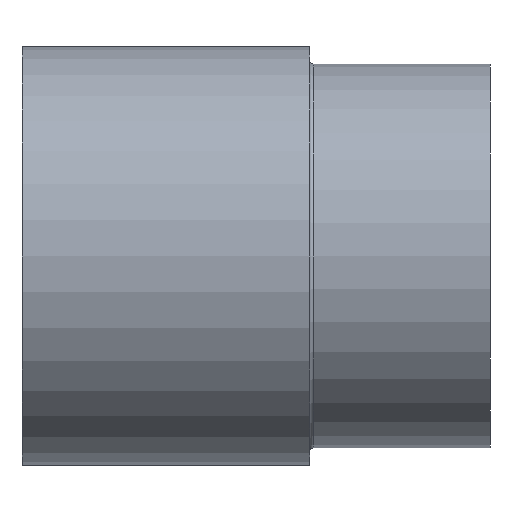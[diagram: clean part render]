
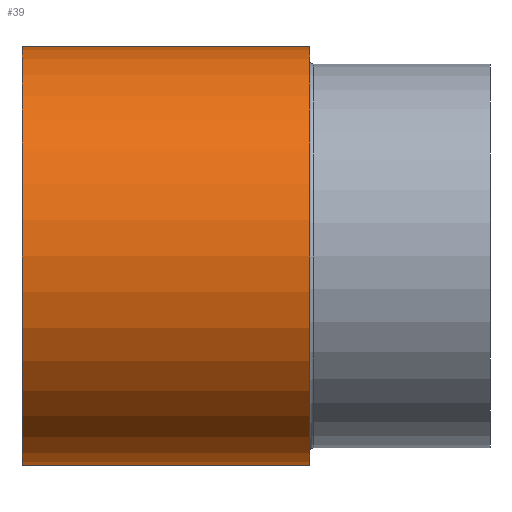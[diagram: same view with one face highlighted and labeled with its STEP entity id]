
A CAD part, left-side view. The second image highlights one B-rep face of the part: STEP entity #39.
In plain terms, the highlighted cylindrical face has radius 6.934 mm (diameter 13.868 mm), a partial arc.
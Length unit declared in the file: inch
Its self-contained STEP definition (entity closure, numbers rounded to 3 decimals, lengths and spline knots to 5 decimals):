
#30 = FACE_OUTER_BOUND ( 'NONE', #141, .T. ) ;
#39 = ADVANCED_FACE ( 'NONE', ( #30 ), #247, .T. ) ;
#40 = DIRECTION ( 'NONE',  ( 0., -1., 0. ) ) ;
#41 = VECTOR ( 'NONE', #448, 39.37008 ) ;
#57 = CARTESIAN_POINT ( 'NONE',  ( 0., 0.235, -0.273 ) ) ;
#64 = CARTESIAN_POINT ( 'NONE',  ( 0., 0.61, 0.273 ) ) ;
#68 = DIRECTION ( 'NONE',  ( 0., -1., 0. ) ) ;
#81 = LINE ( 'NONE', #407, #41 ) ;
#85 = VERTEX_POINT ( 'NONE', #64 ) ;
#87 = CARTESIAN_POINT ( 'NONE',  ( 0., 0.235, 0. ) ) ;
#108 = ORIENTED_EDGE ( 'NONE', *, *, #162, .T. ) ;
#125 = EDGE_CURVE ( 'NONE', #308, #397, #251, .T. ) ;
#126 = DIRECTION ( 'NONE',  ( 0., 0., -1. ) ) ;
#141 = EDGE_LOOP ( 'NONE', ( #384, #108, #432, #348 ) ) ;
#160 = AXIS2_PLACEMENT_3D ( 'NONE', #87, #301, #126 ) ;
#162 = EDGE_CURVE ( 'NONE', #85, #308, #330, .T. ) ;
#167 = VERTEX_POINT ( 'NONE', #403 ) ;
#202 = CARTESIAN_POINT ( 'NONE',  ( 0., 0.61, -0.273 ) ) ;
#223 = CARTESIAN_POINT ( 'NONE',  ( 0., 0.61, 0. ) ) ;
#243 = EDGE_CURVE ( 'NONE', #85, #167, #81, .T. ) ;
#247 = CYLINDRICAL_SURFACE ( 'NONE', #377, 0.273 ) ;
#251 = LINE ( 'NONE', #390, #394 ) ;
#283 = CIRCLE ( 'NONE', #160, 0.273 ) ;
#301 = DIRECTION ( 'NONE',  ( 0., -1., 0. ) ) ;
#308 = VERTEX_POINT ( 'NONE', #202 ) ;
#310 = EDGE_CURVE ( 'NONE', #167, #397, #283, .T. ) ;
#330 = CIRCLE ( 'NONE', #435, 0.273 ) ;
#348 = ORIENTED_EDGE ( 'NONE', *, *, #310, .F. ) ;
#377 = AXIS2_PLACEMENT_3D ( 'NONE', #423, #383, #461 ) ;
#383 = DIRECTION ( 'NONE',  ( 0., -1., 0. ) ) ;
#384 = ORIENTED_EDGE ( 'NONE', *, *, #243, .F. ) ;
#390 = CARTESIAN_POINT ( 'NONE',  ( 0., 0., -0.273 ) ) ;
#394 = VECTOR ( 'NONE', #68, 39.37008 ) ;
#397 = VERTEX_POINT ( 'NONE', #57 ) ;
#403 = CARTESIAN_POINT ( 'NONE',  ( 0., 0.235, 0.273 ) ) ;
#404 = DIRECTION ( 'NONE',  ( 0., 0., -1. ) ) ;
#407 = CARTESIAN_POINT ( 'NONE',  ( 0., 0., 0.273 ) ) ;
#423 = CARTESIAN_POINT ( 'NONE',  ( 0., 0., 0. ) ) ;
#432 = ORIENTED_EDGE ( 'NONE', *, *, #125, .T. ) ;
#435 = AXIS2_PLACEMENT_3D ( 'NONE', #223, #40, #404 ) ;
#448 = DIRECTION ( 'NONE',  ( 0., -1., 0. ) ) ;
#461 = DIRECTION ( 'NONE',  ( 0., 0., -1. ) ) ;
